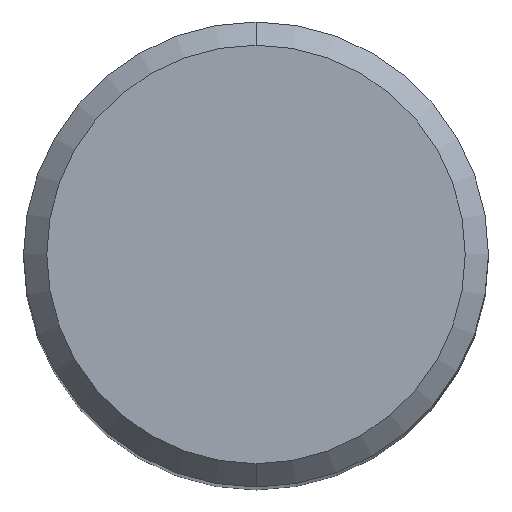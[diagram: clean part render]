
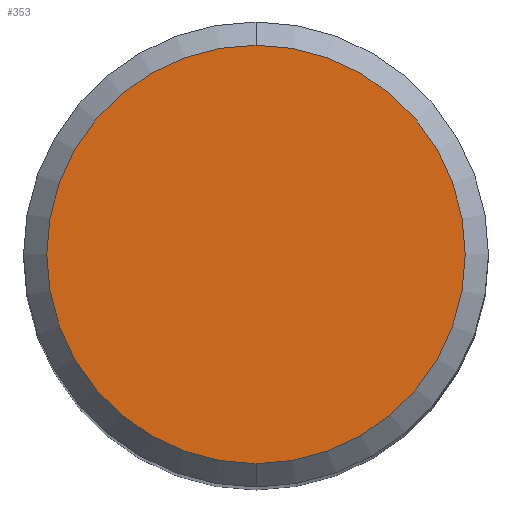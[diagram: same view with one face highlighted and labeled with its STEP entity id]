
A CAD part, top view. The second image highlights one B-rep face of the part: STEP entity #353.
In plain terms, the highlighted planar face has unit normal (0, 0, 1).
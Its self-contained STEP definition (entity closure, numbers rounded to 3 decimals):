
#191=EDGE_CURVE('',#263,#363,#498,.T.);
#235=EDGE_CURVE('',#363,#263,#548,.T.);
#263=VERTEX_POINT('',#578);
#353=ADVANCED_FACE('',(#680),#681,.T.);
#363=VERTEX_POINT('',#692);
#498=CIRCLE('',#835,5.4);
#548=CIRCLE('',#939,5.4);
#578=CARTESIAN_POINT('',(0.,-5.4,0.0));
#680=FACE_OUTER_BOUND('',#1212,.T.);
#681=PLANE('',#1213);
#692=CARTESIAN_POINT('',(0.0,5.4,0.0));
#835=AXIS2_PLACEMENT_3D('',#1515,#1516,#1517);
#939=AXIS2_PLACEMENT_3D('',#1586,#1587,#1588);
#1212=EDGE_LOOP('',(#1754,#1755));
#1213=AXIS2_PLACEMENT_3D('',#1756,#1757,#1758);
#1515=CARTESIAN_POINT('',(0.0,0.0,0.0));
#1516=DIRECTION('',(0.0,0.0,-1.0));
#1517=DIRECTION('',(0.0,1.0,0.0));
#1586=CARTESIAN_POINT('',(0.0,0.0,0.0));
#1587=DIRECTION('',(0.0,0.0,-1.0));
#1588=DIRECTION('',(0.0,1.0,0.0));
#1754=ORIENTED_EDGE('',*,*,#235,.F.);
#1755=ORIENTED_EDGE('',*,*,#191,.F.);
#1756=CARTESIAN_POINT('',(0.0,2.7,0.0));
#1757=DIRECTION('',(-0.0,0.0,1.0));
#1758=DIRECTION('',(0.0,-1.0,0.0));
